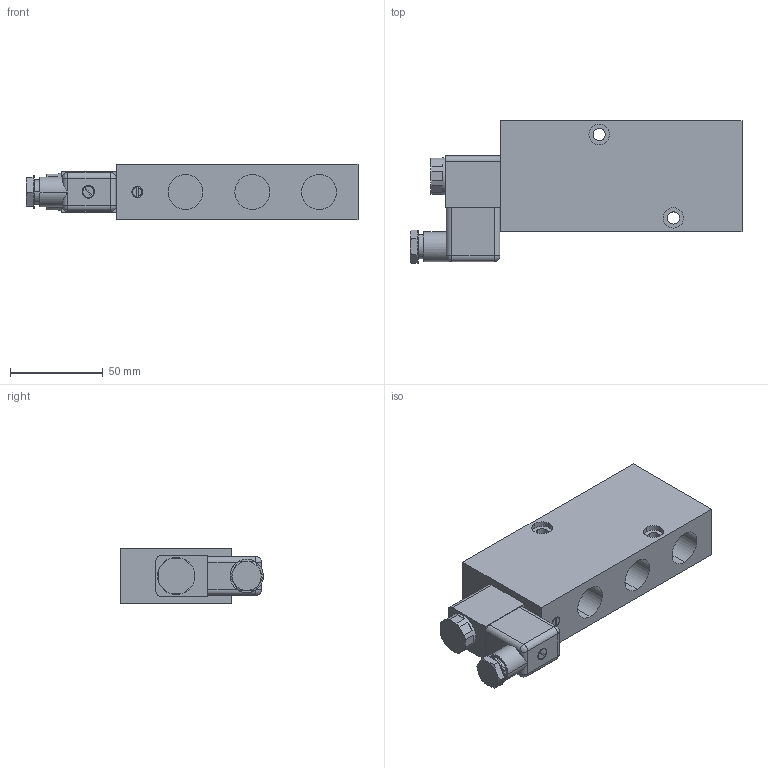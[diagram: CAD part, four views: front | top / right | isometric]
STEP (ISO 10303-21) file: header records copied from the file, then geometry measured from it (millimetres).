
FILE_DESCRIPTION (( 'STEP AP203' ), '1' );
FILE_NAME ('MNH.510.121.STEP', '2018-11-21T12:46:56', ( '' ), ( '' ), 'SwSTEP 2.0', 'SolidWorks 2013', '' );
FILE_SCHEMA (( 'CONFIG_CONTROL_DESIGN' ));
Length unit declared in the file: millimetre
Products named in the file (1): MNH.510.121
Bounding box: 179 x 77 x 30 mm (x, y, z)
Volume: 254746.8 mm3; surface area: 39445.2 mm2
Topology: 1 solids, 1 shells, 130 faces, 299 edges, 188 vertices
Faces by surface type: plane 70, cylinder 52, cone 4, bspline 4
Entity records: 3862 total; most frequent: CARTESIAN_POINT 774, DIRECTION 665, ORIENTED_EDGE 590, EDGE_CURVE 295, AXIS2_PLACEMENT_3D 257, VERTEX_POINT 188, EDGE_LOOP 155, VECTOR 151
